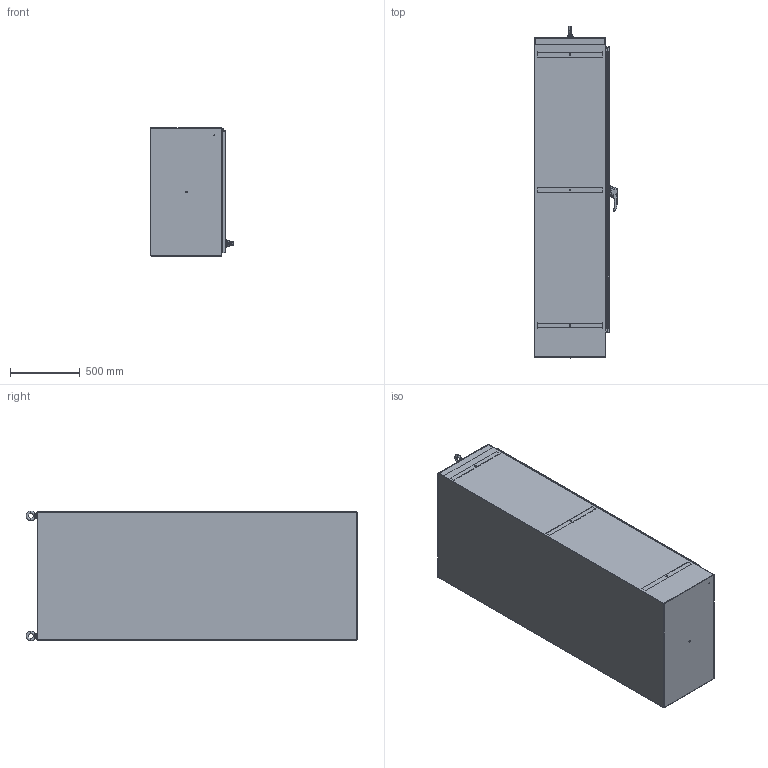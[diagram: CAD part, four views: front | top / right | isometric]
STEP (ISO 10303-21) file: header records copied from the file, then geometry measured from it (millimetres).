
FILE_DESCRIPTION (( 'STEP AP214' ), '1' );
FILE_NAME ('HN4FS903620SS.STEP', '2019-09-03T19:15:24', ( '' ), ( '' ), 'SwSTEP 2.0', 'SolidWorks 2018', '' );
FILE_SCHEMA (( 'AUTOMOTIVE_DESIGN' ));
Length unit declared in the file: inch
Products named in the file (1): HN4FS903620SS
Bounding box: 593.39 x 2374.63 x 929.74 mm (x, y, z)
Volume: 21173660 mm3; surface area: 17586321.2 mm2
Topology: 54 solids, 55 shells, 2048 faces, 5500 edges, 3568 vertices
Faces by surface type: cylinder 949, plane 934, cone 78, bspline 71, torus 16
Entity records: 103233 total; most frequent: CARTESIAN_POINT 24776, ORIENTED_EDGE 10968, DIRECTION 10933, EDGE_CURVE 5484, AXIS2_PLACEMENT_3D 3916, VERTEX_POINT 3568, LINE 3101, VECTOR 3101
